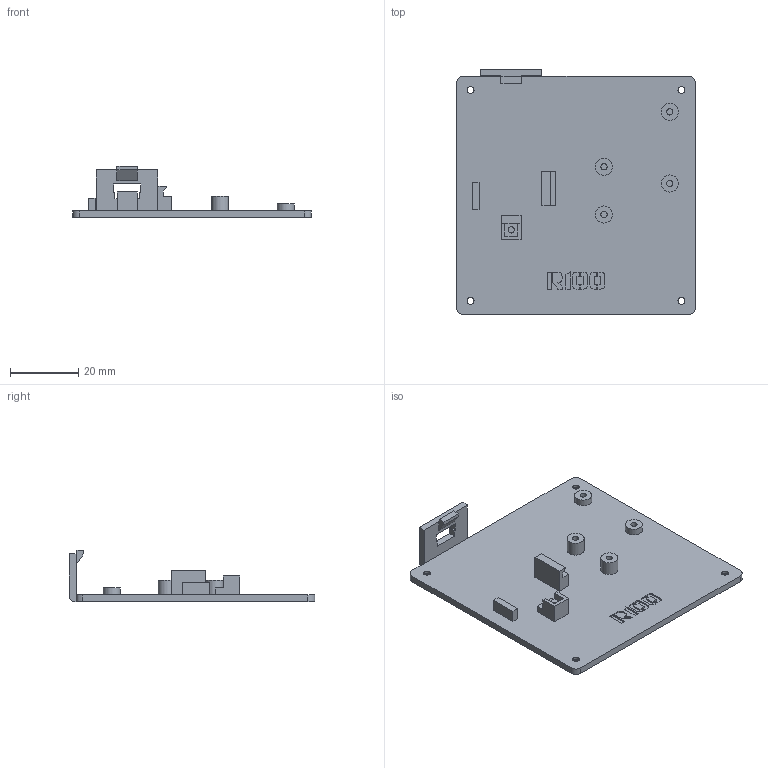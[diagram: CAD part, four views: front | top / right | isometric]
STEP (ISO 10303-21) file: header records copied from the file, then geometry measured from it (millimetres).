
FILE_DESCRIPTION(/* description */ (''),/* implementation_level */ '2;1');
FILE_NAME(/* name */ 'Bottom v4.step',/* time_stamp */ '2020-10-25T16:46:08-04:00',/* author */ (''),/* organization */ (''),/* preprocessor_version */ 'ST-DEVELOPER v18.1',/* originating_system */ 'Autodesk Translation Framework v9.3.0.1241',/* authorisation */ '');
FILE_SCHEMA (('AUTOMOTIVE_DESIGN { 1 0 10303 214 3 1 1 }'));
Length unit declared in the file: millimetre
Products named in the file (1): Bottom
Bounding box: 70 x 72 x 15 mm (x, y, z)
Volume: 10808.6 mm3; surface area: 11694.2 mm2
Topology: 1 solids, 1 shells, 146 faces, 369 edges, 244 vertices
Faces by surface type: plane 115, cylinder 17, bspline 10, cone 4
Full cylindrical faces by diameter (mm): 1.85 x5, 2 x4, 5 x4
Entity records: 4476 total; most frequent: CARTESIAN_POINT 930, ORIENTED_EDGE 738, DIRECTION 661, EDGE_CURVE 369, LINE 311, VECTOR 311, VERTEX_POINT 244, EDGE_LOOP 175
